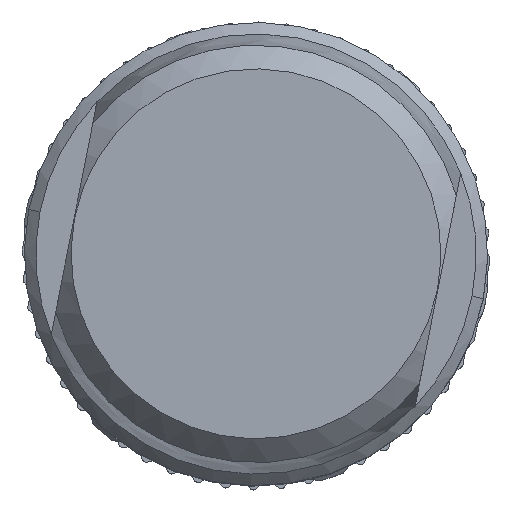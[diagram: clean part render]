
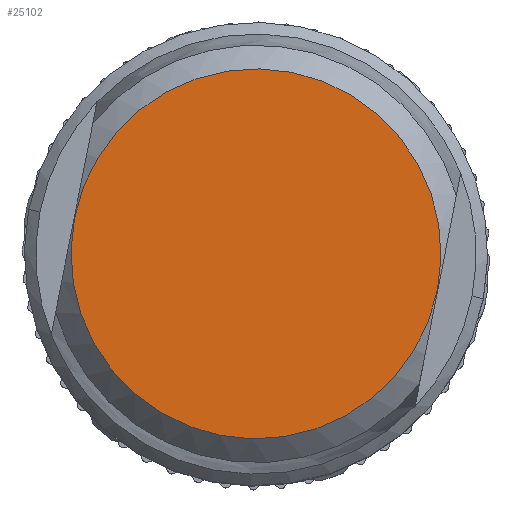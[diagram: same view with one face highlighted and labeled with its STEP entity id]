
A CAD part, top view. The second image highlights one B-rep face of the part: STEP entity #25102.
In plain terms, the highlighted planar face has unit normal (0, 0, 1).
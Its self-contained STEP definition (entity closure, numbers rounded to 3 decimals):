
#25029=AXIS2_PLACEMENT_3D('Circle Axis2P3D',#25027,#25028,$) ;
#25081=AXIS2_PLACEMENT_3D('Circle Axis2P3D',#25079,#25080,$) ;
#25096=AXIS2_PLACEMENT_3D('Plane Axis2P3D',#25093,#25094,#25095) ;
#25008=CARTESIAN_POINT('Vertex',(17.937,8.565,64.3)) ;
#25024=CARTESIAN_POINT('Vertex',(2.263,11.635,64.3)) ;
#25027=CARTESIAN_POINT('Axis2P3D Location',(10.1,10.1,64.3)) ;
#25079=CARTESIAN_POINT('Axis2P3D Location',(10.1,10.1,64.3)) ;
#25093=CARTESIAN_POINT('Axis2P3D Location',(10.1,10.1,64.3)) ;
#25028=DIRECTION('Axis2P3D Direction',(0.,0.,-1.)) ;
#25080=DIRECTION('Axis2P3D Direction',(0.,0.,-1.)) ;
#25094=DIRECTION('Axis2P3D Direction',(0.,0.,1.)) ;
#25095=DIRECTION('Axis2P3D XDirection',(0.981,-0.192,0.)) ;
#25099=ORIENTED_EDGE('',*,*,#25031,.T.) ;
#25100=ORIENTED_EDGE('',*,*,#25083,.T.) ;
#25102=ADVANCED_FACE('Hauptkoerper',(#25101),#25097,.T.) ;
#25030=CIRCLE('generated circle',#25029,7.986) ;
#25082=CIRCLE('generated circle',#25081,7.986) ;
#25031=EDGE_CURVE('',#25009,#25025,#25030,.F.) ;
#25083=EDGE_CURVE('',#25025,#25009,#25082,.F.) ;
#25098=EDGE_LOOP('',(#25099,#25100)) ;
#25101=FACE_OUTER_BOUND('',#25098,.T.) ;
#25097=PLANE('',#25096) ;
#25009=VERTEX_POINT('',#25008) ;
#25025=VERTEX_POINT('',#25024) ;
